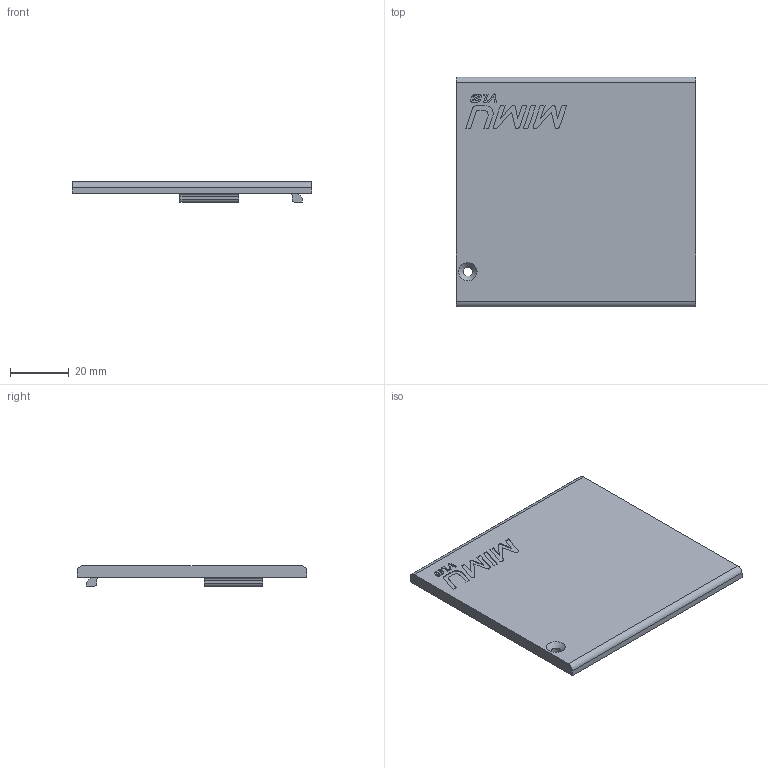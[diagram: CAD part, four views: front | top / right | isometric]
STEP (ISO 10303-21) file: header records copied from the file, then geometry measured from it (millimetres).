
FILE_DESCRIPTION(/* description */ (''),/* implementation_level */ '2;1');
FILE_NAME(/* name */ 'Deckel.stp',/* time_stamp */ '2020-09-07T17:27:38+02:00',/* author */ ('Alfred'),/* organization */ (''),/* preprocessor_version */ 'ST-DEVELOPER v18',/* originating_system */ 'Autodesk Inventor 2020',/* authorisation */ '');
FILE_SCHEMA (('AUTOMOTIVE_DESIGN { 1 0 10303 214 3 1 1 }'));
Length unit declared in the file: millimetre
Products named in the file (1): Deckel
Bounding box: 81.8 x 78.4 x 7 mm (x, y, z)
Volume: 15208.9 mm3; surface area: 15098.7 mm2
Topology: 1 solids, 1 shells, 129 faces, 343 edges, 229 vertices
Faces by surface type: plane 87, bspline 34, cylinder 7, cone 1
Full cylindrical faces by diameter (mm): 3.2 x1
Entity records: 4579 total; most frequent: CARTESIAN_POINT 1532, ORIENTED_EDGE 686, DIRECTION 484, EDGE_CURVE 343, LINE 258, VECTOR 258, VERTEX_POINT 229, EDGE_LOOP 144
